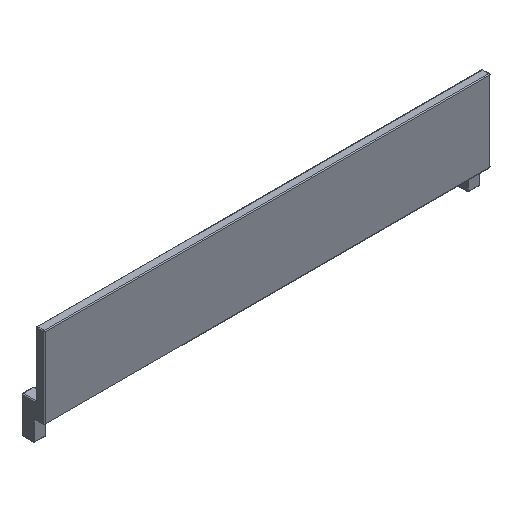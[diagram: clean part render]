
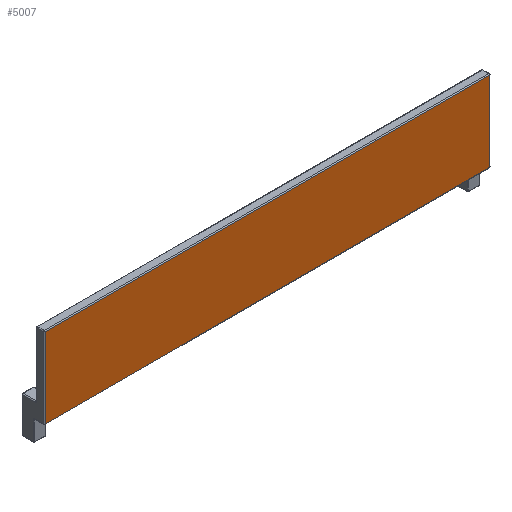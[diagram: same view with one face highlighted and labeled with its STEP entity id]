
A CAD part, isometric view. The second image highlights one B-rep face of the part: STEP entity #5007.
In plain terms, the highlighted planar face has unit normal (0, -1, 0).
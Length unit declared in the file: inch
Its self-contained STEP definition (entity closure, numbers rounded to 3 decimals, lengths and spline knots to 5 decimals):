
#174 = VECTOR ( 'NONE', #3928, 39.37008 ) ;
#447 = ORIENTED_EDGE ( 'NONE', *, *, #983, .T. ) ;
#858 = CARTESIAN_POINT ( 'NONE',  ( -5.455, 0., 0. ) ) ;
#940 = EDGE_LOOP ( 'NONE', ( #11433, #447, #10737, #8866 ) ) ;
#983 = EDGE_CURVE ( 'NONE', #8634, #7957, #10131, .T. ) ;
#1261 = EDGE_CURVE ( 'NONE', #7957, #2263, #5358, .T. ) ;
#2061 = DIRECTION ( 'NONE',  ( -1., 0., 0. ) ) ;
#2263 = VERTEX_POINT ( 'NONE', #4006 ) ;
#2530 = CARTESIAN_POINT ( 'NONE',  ( 0., 0., 0. ) ) ;
#2884 = CARTESIAN_POINT ( 'NONE',  ( 5.455, 0., 0. ) ) ;
#2997 = LINE ( 'NONE', #9362, #4912 ) ;
#3862 = EDGE_CURVE ( 'NONE', #6105, #8634, #10849, .T. ) ;
#3928 = DIRECTION ( 'NONE',  ( 0., 0., -1. ) ) ;
#4006 = CARTESIAN_POINT ( 'NONE',  ( -5.455, 0., -0.98 ) ) ;
#4760 = CARTESIAN_POINT ( 'NONE',  ( 5.455, 0., -0.98 ) ) ;
#4912 = VECTOR ( 'NONE', #7664, 39.37008 ) ;
#5007 = ADVANCED_FACE ( 'NONE', ( #10554 ), #10605, .F. ) ;
#5358 = LINE ( 'NONE', #858, #174 ) ;
#5466 = AXIS2_PLACEMENT_3D ( 'NONE', #2530, #9141, #8104 ) ;
#5755 = CARTESIAN_POINT ( 'NONE',  ( 5.455, 0., 0.98 ) ) ;
#5874 = VECTOR ( 'NONE', #10963, 39.37008 ) ;
#6105 = VERTEX_POINT ( 'NONE', #4760 ) ;
#6864 = CARTESIAN_POINT ( 'NONE',  ( -5.455, 0., 0.98 ) ) ;
#6887 = EDGE_CURVE ( 'NONE', #2263, #6105, #2997, .T. ) ;
#7664 = DIRECTION ( 'NONE',  ( 1., 0., 0. ) ) ;
#7957 = VERTEX_POINT ( 'NONE', #6864 ) ;
#8104 = DIRECTION ( 'NONE',  ( 0., 0., 1. ) ) ;
#8634 = VERTEX_POINT ( 'NONE', #5755 ) ;
#8866 = ORIENTED_EDGE ( 'NONE', *, *, #6887, .T. ) ;
#9141 = DIRECTION ( 'NONE',  ( 0., 1., 0. ) ) ;
#9362 = CARTESIAN_POINT ( 'NONE',  ( 0., 0., -0.98 ) ) ;
#10131 = LINE ( 'NONE', #10241, #11049 ) ;
#10241 = CARTESIAN_POINT ( 'NONE',  ( 0., 0., 0.98 ) ) ;
#10554 = FACE_OUTER_BOUND ( 'NONE', #940, .T. ) ;
#10605 = PLANE ( 'NONE',  #5466 ) ;
#10737 = ORIENTED_EDGE ( 'NONE', *, *, #1261, .T. ) ;
#10849 = LINE ( 'NONE', #2884, #5874 ) ;
#10963 = DIRECTION ( 'NONE',  ( 0., 0., 1. ) ) ;
#11049 = VECTOR ( 'NONE', #2061, 39.37008 ) ;
#11433 = ORIENTED_EDGE ( 'NONE', *, *, #3862, .T. ) ;
